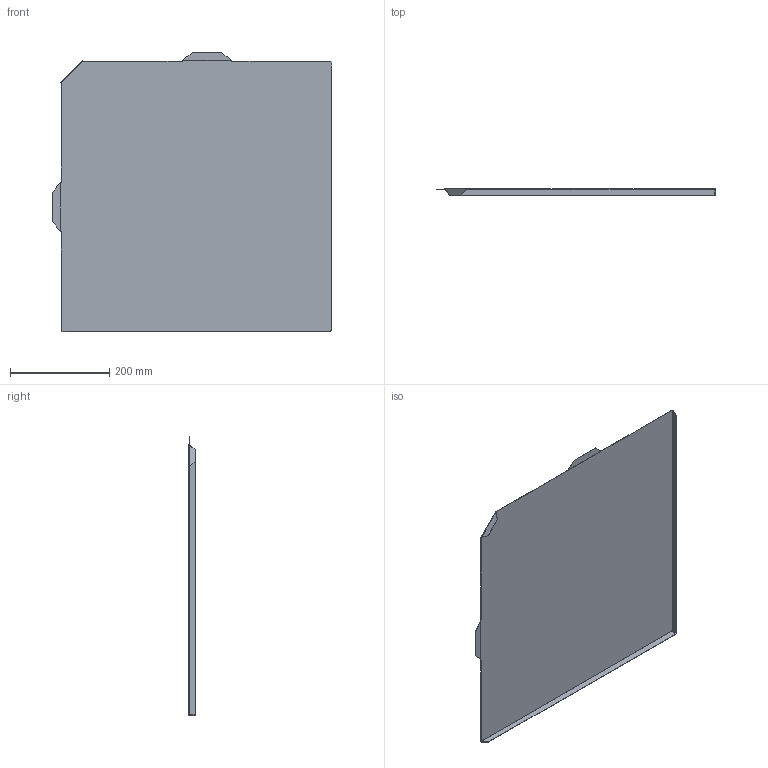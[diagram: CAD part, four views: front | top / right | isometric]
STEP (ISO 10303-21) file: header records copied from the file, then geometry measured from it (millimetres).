
FILE_DESCRIPTION (( 'STEP AP214' ), '1' );
FILE_NAME ('7129749.stp', '2018-10-02T10:50:42', ( '' ), ( '' ), 'SwSTEP 2.0', 'SolidWorks 2018', '' );
FILE_SCHEMA (( 'AUTOMOTIVE_DESIGN' ));
Length unit declared in the file: millimetre
Products named in the file (1): 7129749
Bounding box: 562.24 x 13 x 562.24 mm (x, y, z)
Volume: 218801.8 mm3; surface area: 626709.9 mm2
Topology: 1 solids, 1 shells, 55 faces, 159 edges, 106 vertices
Faces by surface type: plane 45, bspline 10
Entity records: 2027 total; most frequent: CARTESIAN_POINT 691, ORIENTED_EDGE 318, DIRECTION 191, EDGE_CURVE 159, VERTEX_POINT 106, LINE 99, VECTOR 99, B_SPLINE_CURVE_WITH_KNOTS 60
